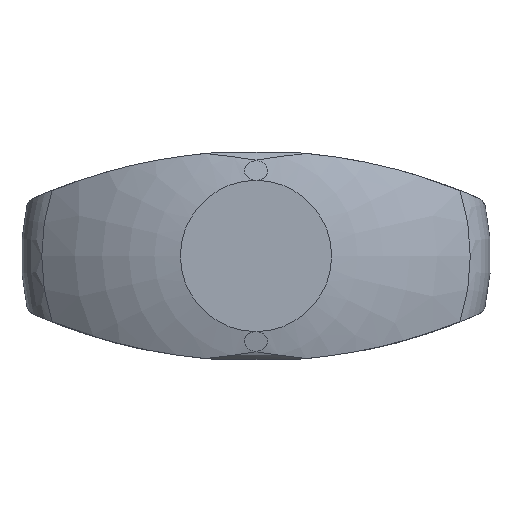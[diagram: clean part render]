
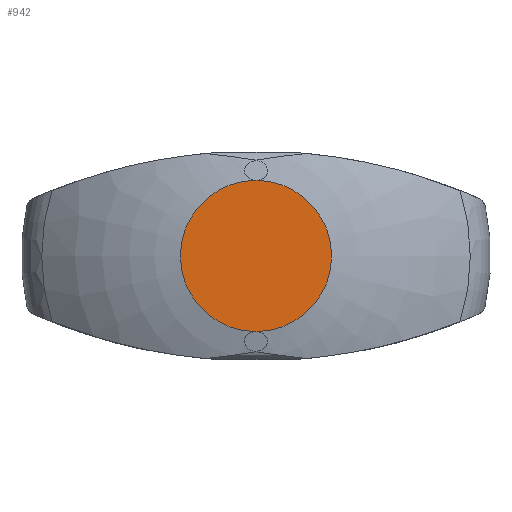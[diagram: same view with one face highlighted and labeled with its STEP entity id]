
A CAD part, top view. The second image highlights one B-rep face of the part: STEP entity #942.
In plain terms, the highlighted planar face has unit normal (0, 0, 1).
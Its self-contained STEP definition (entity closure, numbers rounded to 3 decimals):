
#740=VERTEX_POINT('',#2057);
#942=ADVANCED_FACE('',(#2275),#2276,.T.);
#1140=EDGE_CURVE('',#740,#1182,#2496,.T.);
#1182=VERTEX_POINT('',#2541);
#1552=EDGE_CURVE('',#1182,#740,#2950,.T.);
#2057=CARTESIAN_POINT('',(0.0,-5.8,31.));
#2275=FACE_OUTER_BOUND('',#4077,.T.);
#2276=PLANE('',#4078);
#2496=CIRCLE('',#4752,5.8);
#2541=CARTESIAN_POINT('',(0.0,5.8,31.));
#2950=CIRCLE('',#5944,5.8);
#4077=EDGE_LOOP('',(#7621,#7622));
#4078=AXIS2_PLACEMENT_3D('',#7623,#7624,#7625);
#4752=AXIS2_PLACEMENT_3D('',#7917,#7918,#7919);
#5944=AXIS2_PLACEMENT_3D('',#8433,#8434,#8435);
#7621=ORIENTED_EDGE('',*,*,#1140,.F.);
#7622=ORIENTED_EDGE('',*,*,#1552,.F.);
#7623=CARTESIAN_POINT('',(-2.9,0.,31.0));
#7624=DIRECTION('',(-0.0,0.,1.0));
#7625=DIRECTION('',(1.0,0.0,0.0));
#7917=CARTESIAN_POINT('',(0.0,0.,31.0));
#7918=DIRECTION('',(-0.0,0.,-1.0));
#7919=DIRECTION('',(-1.0,0.0,0.0));
#8433=CARTESIAN_POINT('',(0.0,0.,31.0));
#8434=DIRECTION('',(-0.0,0.,-1.0));
#8435=DIRECTION('',(-1.0,0.0,0.0));
